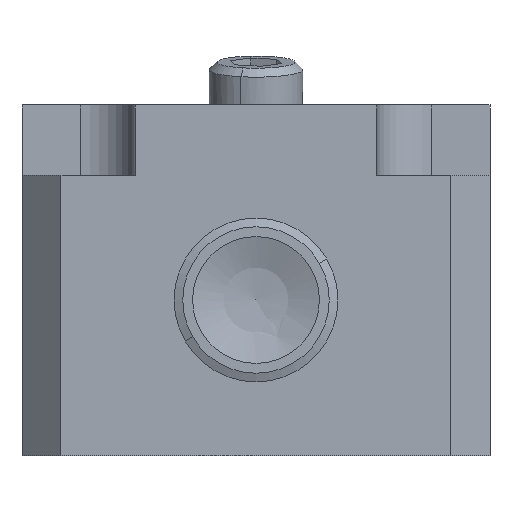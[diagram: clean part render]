
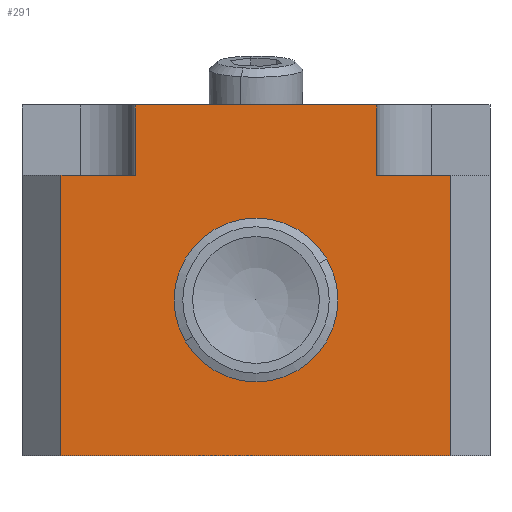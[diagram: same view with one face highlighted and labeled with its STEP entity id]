
A CAD part, left-side view. The second image highlights one B-rep face of the part: STEP entity #291.
In plain terms, the highlighted planar face has unit normal (-1, 0, 0).
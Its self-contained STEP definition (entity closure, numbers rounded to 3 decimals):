
#95 = LINE ( 'NONE', #2150, #3343 ) ;
#199 = EDGE_CURVE ( 'NONE', #4735, #4273, #210, .T. ) ;
#202 = VERTEX_POINT ( 'NONE', #4704 ) ;
#209 = CARTESIAN_POINT ( 'NONE',  ( -7.5, 7., 36. ) ) ;
#210 = LINE ( 'NONE', #1062, #3086 ) ;
#244 = ORIENTED_EDGE ( 'NONE', *, *, #1526, .T. ) ;
#266 = DIRECTION ( 'NONE',  ( 0., -1., 0. ) ) ;
#291 = ADVANCED_FACE ( 'NONE', ( #803, #5226 ), #748, .F. ) ;
#304 = CARTESIAN_POINT ( 'NONE',  ( -7.5, 7., 36. ) ) ;
#321 = VERTEX_POINT ( 'NONE', #2015 ) ;
#335 = AXIS2_PLACEMENT_3D ( 'NONE', #2967, #4576, #970 ) ;
#363 = ORIENTED_EDGE ( 'NONE', *, *, #2917, .F. ) ;
#434 = DIRECTION ( 'NONE',  ( 0., 0., 1. ) ) ;
#521 = ORIENTED_EDGE ( 'NONE', *, *, #2273, .T. ) ;
#526 = EDGE_CURVE ( 'NONE', #4473, #3440, #95, .T. ) ;
#582 = DIRECTION ( 'NONE',  ( 0., 0., 1. ) ) ;
#698 = ORIENTED_EDGE ( 'NONE', *, *, #2121, .F. ) ;
#710 = ORIENTED_EDGE ( 'NONE', *, *, #2817, .T. ) ;
#723 = DIRECTION ( 'NONE',  ( 0., 0., 1. ) ) ;
#748 = PLANE ( 'NONE',  #3507 ) ;
#779 = CARTESIAN_POINT ( 'NONE',  ( -7.5, 47.5, 36. ) ) ;
#803 = FACE_BOUND ( 'NONE', #3570, .T. ) ;
#925 = VECTOR ( 'NONE', #434, 1000. ) ;
#970 = DIRECTION ( 'NONE',  ( 0., 0., 1. ) ) ;
#986 = CARTESIAN_POINT ( 'NONE',  ( -7.5, 22.5, 14. ) ) ;
#1062 = CARTESIAN_POINT ( 'NONE',  ( -7.5, -7.5, 36. ) ) ;
#1066 = CARTESIAN_POINT ( 'NONE',  ( -7.5, -2.5, 36. ) ) ;
#1215 = CARTESIAN_POINT ( 'NONE',  ( -7.5, 7., 45. ) ) ;
#1277 = VERTEX_POINT ( 'NONE', #3488 ) ;
#1285 = AXIS2_PLACEMENT_3D ( 'NONE', #2385, #2443, #3669 ) ;
#1431 = LINE ( 'NONE', #1749, #4470 ) ;
#1503 = VECTOR ( 'NONE', #1928, 1000. ) ;
#1526 = EDGE_CURVE ( 'NONE', #4473, #202, #1782, .T. ) ;
#1563 = DIRECTION ( 'NONE',  ( 1., 0., 0. ) ) ;
#1629 = CARTESIAN_POINT ( 'NONE',  ( -7.5, 52.5, 0. ) ) ;
#1748 = DIRECTION ( 'NONE',  ( 0., -1., 0. ) ) ;
#1749 = CARTESIAN_POINT ( 'NONE',  ( -7.5, 52.5, 45. ) ) ;
#1782 = LINE ( 'NONE', #4182, #2513 ) ;
#1928 = DIRECTION ( 'NONE',  ( 0., 0., 1. ) ) ;
#2015 = CARTESIAN_POINT ( 'NONE',  ( -7.5, -2.5, 0. ) ) ;
#2121 = EDGE_CURVE ( 'NONE', #4652, #3956, #1431, .T. ) ;
#2124 = CIRCLE ( 'NONE', #1285, 6. ) ;
#2131 = VERTEX_POINT ( 'NONE', #986 ) ;
#2150 = CARTESIAN_POINT ( 'NONE',  ( -7.5, 52.5, 36. ) ) ;
#2273 = EDGE_CURVE ( 'NONE', #4735, #3956, #4402, .T. ) ;
#2279 = ORIENTED_EDGE ( 'NONE', *, *, #526, .F. ) ;
#2385 = CARTESIAN_POINT ( 'NONE',  ( -7.5, 22.5, 20. ) ) ;
#2443 = DIRECTION ( 'NONE',  ( 1., 0., 0. ) ) ;
#2482 = CARTESIAN_POINT ( 'NONE',  ( -7.5, 38., 36. ) ) ;
#2513 = VECTOR ( 'NONE', #5038, 1000. ) ;
#2577 = LINE ( 'NONE', #4562, #4158 ) ;
#2600 = EDGE_LOOP ( 'NONE', ( #2279, #244, #710, #2718, #4553, #521, #698, #363 ) ) ;
#2718 = ORIENTED_EDGE ( 'NONE', *, *, #3744, .T. ) ;
#2812 = ORIENTED_EDGE ( 'NONE', *, *, #4958, .T. ) ;
#2817 = EDGE_CURVE ( 'NONE', #202, #321, #4421, .T. ) ;
#2917 = EDGE_CURVE ( 'NONE', #3440, #4652, #4091, .T. ) ;
#2967 = CARTESIAN_POINT ( 'NONE',  ( -7.5, 22.5, 20. ) ) ;
#2995 = CARTESIAN_POINT ( 'NONE',  ( -7.5, 38., 45. ) ) ;
#3086 = VECTOR ( 'NONE', #266, 1000. ) ;
#3220 = CARTESIAN_POINT ( 'NONE',  ( -7.5, 38., 36. ) ) ;
#3343 = VECTOR ( 'NONE', #1748, 1000. ) ;
#3440 = VERTEX_POINT ( 'NONE', #3220 ) ;
#3488 = CARTESIAN_POINT ( 'NONE',  ( -7.5, 22.5, 26. ) ) ;
#3507 = AXIS2_PLACEMENT_3D ( 'NONE', #3565, #1563, #723 ) ;
#3565 = CARTESIAN_POINT ( 'NONE',  ( -7.5, 52.5, 45. ) ) ;
#3570 = EDGE_LOOP ( 'NONE', ( #2812, #4157 ) ) ;
#3669 = DIRECTION ( 'NONE',  ( 0., 0., 1. ) ) ;
#3744 = EDGE_CURVE ( 'NONE', #321, #4273, #2577, .T. ) ;
#3956 = VERTEX_POINT ( 'NONE', #1215 ) ;
#4091 = LINE ( 'NONE', #2482, #925 ) ;
#4114 = DIRECTION ( 'NONE',  ( 0., -1., 0. ) ) ;
#4157 = ORIENTED_EDGE ( 'NONE', *, *, #4679, .T. ) ;
#4158 = VECTOR ( 'NONE', #582, 1000. ) ;
#4182 = CARTESIAN_POINT ( 'NONE',  ( -7.5, 47.5, 45. ) ) ;
#4273 = VERTEX_POINT ( 'NONE', #1066 ) ;
#4333 = CIRCLE ( 'NONE', #335, 6. ) ;
#4402 = LINE ( 'NONE', #304, #1503 ) ;
#4421 = LINE ( 'NONE', #1629, #4727 ) ;
#4470 = VECTOR ( 'NONE', #4976, 1000. ) ;
#4473 = VERTEX_POINT ( 'NONE', #779 ) ;
#4553 = ORIENTED_EDGE ( 'NONE', *, *, #199, .F. ) ;
#4562 = CARTESIAN_POINT ( 'NONE',  ( -7.5, -2.5, 45. ) ) ;
#4576 = DIRECTION ( 'NONE',  ( 1., 0., 0. ) ) ;
#4652 = VERTEX_POINT ( 'NONE', #2995 ) ;
#4679 = EDGE_CURVE ( 'NONE', #2131, #1277, #4333, .T. ) ;
#4704 = CARTESIAN_POINT ( 'NONE',  ( -7.5, 47.5, 0. ) ) ;
#4727 = VECTOR ( 'NONE', #4114, 1000. ) ;
#4735 = VERTEX_POINT ( 'NONE', #209 ) ;
#4958 = EDGE_CURVE ( 'NONE', #1277, #2131, #2124, .T. ) ;
#4976 = DIRECTION ( 'NONE',  ( 0., -1., 0. ) ) ;
#5038 = DIRECTION ( 'NONE',  ( 0., 0., -1. ) ) ;
#5226 = FACE_OUTER_BOUND ( 'NONE', #2600, .T. ) ;
